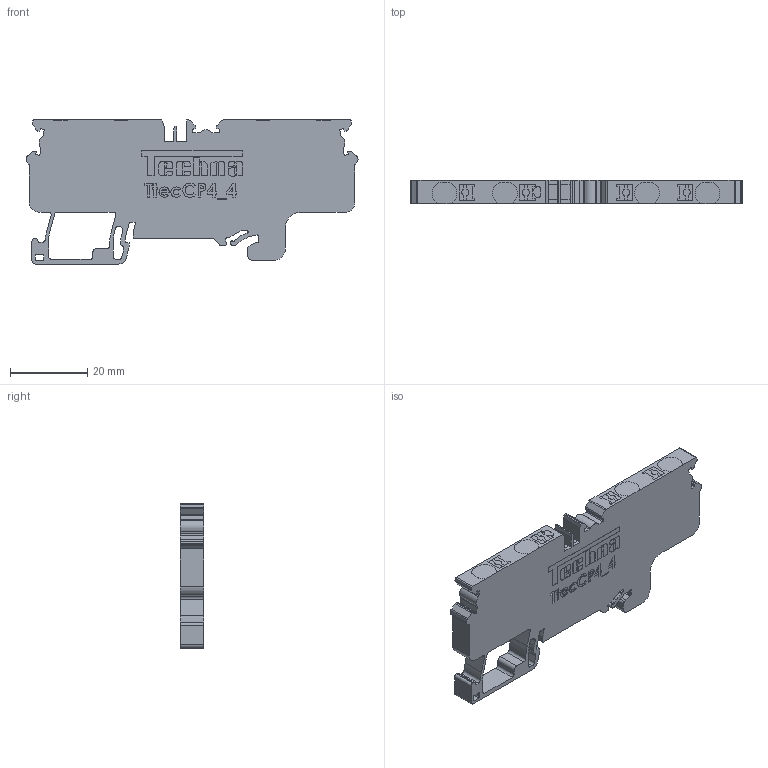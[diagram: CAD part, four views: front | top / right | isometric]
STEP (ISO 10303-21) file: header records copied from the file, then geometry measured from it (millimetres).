
FILE_DESCRIPTION (( 'STEP AP214' ), '1' );
FILE_NAME ('TtecCP4_4.STEP', '2020-10-20T06:30:37', ( '' ), ( '' ), 'SwSTEP 2.0', 'SolidWorks 2020', '' );
FILE_SCHEMA (( 'AUTOMOTIVE_DESIGN' ));
Length unit declared in the file: millimetre
Products named in the file (1): TtecCP4_4
Bounding box: 86.2 x 6 x 37.4 mm (x, y, z)
Volume: 14088.7 mm3; surface area: 7221.1 mm2
Topology: 1 solids, 1 shells, 839 faces, 2379 edges, 1588 vertices
Faces by surface type: plane 493, cylinder 281, bspline 65
Entity records: 36185 total; most frequent: CARTESIAN_POINT 8805, ORIENTED_EDGE 4758, DIRECTION 4363, EDGE_CURVE 2379, LINE 1687, VECTOR 1687, VERTEX_POINT 1588, AXIS2_PLACEMENT_3D 1338
